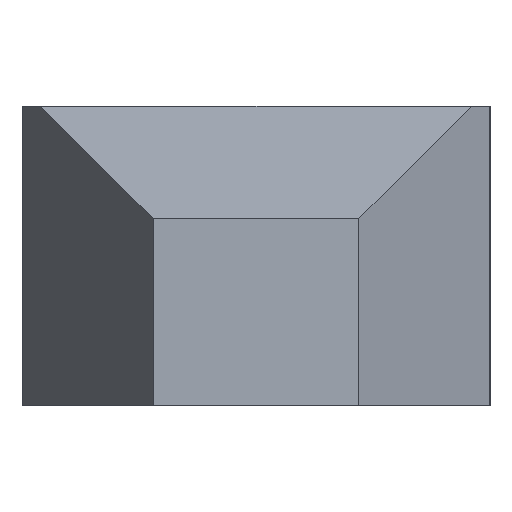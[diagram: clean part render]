
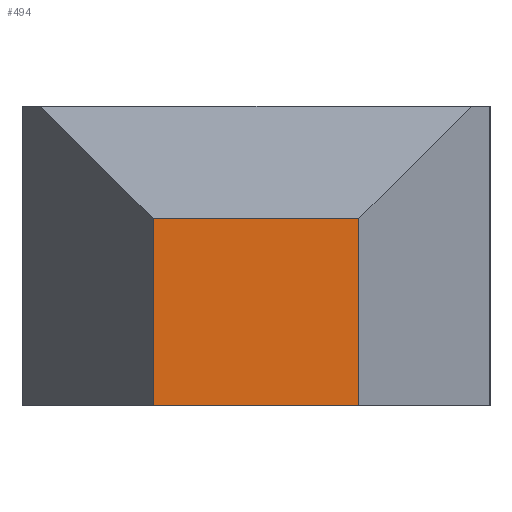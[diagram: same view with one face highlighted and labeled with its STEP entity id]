
A CAD part, left-side view. The second image highlights one B-rep face of the part: STEP entity #494.
In plain terms, the highlighted planar face has unit normal (-1, 0, 0).
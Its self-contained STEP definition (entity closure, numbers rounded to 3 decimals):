
#4 = CARTESIAN_POINT ( 'NONE',  ( -50., -5.5, 16. ) ) ;
#30 = LINE ( 'NONE', #599, #163 ) ;
#40 = ORIENTED_EDGE ( 'NONE', *, *, #108, .F. ) ;
#51 = FACE_OUTER_BOUND ( 'NONE', #542, .T. ) ;
#52 = EDGE_CURVE ( 'NONE', #379, #81, #129, .T. ) ;
#53 = LINE ( 'NONE', #570, #571 ) ;
#81 = VERTEX_POINT ( 'NONE', #556 ) ;
#89 = DIRECTION ( 'NONE',  ( 0., 0., 1. ) ) ;
#108 = EDGE_CURVE ( 'NONE', #265, #379, #30, .T. ) ;
#109 = VECTOR ( 'NONE', #337, 1000. ) ;
#126 = ORIENTED_EDGE ( 'NONE', *, *, #143, .T. ) ;
#129 = LINE ( 'NONE', #605, #109 ) ;
#143 = EDGE_CURVE ( 'NONE', #265, #314, #393, .T. ) ;
#157 = VECTOR ( 'NONE', #302, 1000. ) ;
#163 = VECTOR ( 'NONE', #378, 1000. ) ;
#175 = EDGE_CURVE ( 'NONE', #314, #81, #53, .T. ) ;
#192 = PLANE ( 'NONE',  #365 ) ;
#211 = CARTESIAN_POINT ( 'NONE',  ( -50., 5.5, 10. ) ) ;
#265 = VERTEX_POINT ( 'NONE', #269 ) ;
#269 = CARTESIAN_POINT ( 'NONE',  ( -50., -5.5, 10. ) ) ;
#302 = DIRECTION ( 'NONE',  ( 0., 1., 0. ) ) ;
#314 = VERTEX_POINT ( 'NONE', #211 ) ;
#337 = DIRECTION ( 'NONE',  ( 0., 1., 0. ) ) ;
#343 = ORIENTED_EDGE ( 'NONE', *, *, #175, .T. ) ;
#344 = ORIENTED_EDGE ( 'NONE', *, *, #52, .F. ) ;
#357 = CARTESIAN_POINT ( 'NONE',  ( -50., -13., 10. ) ) ;
#365 = AXIS2_PLACEMENT_3D ( 'NONE', #4, #516, #89 ) ;
#378 = DIRECTION ( 'NONE',  ( 0., 0., -1. ) ) ;
#379 = VERTEX_POINT ( 'NONE', #594 ) ;
#393 = LINE ( 'NONE', #357, #157 ) ;
#437 = DIRECTION ( 'NONE',  ( 0., 0., -1. ) ) ;
#494 = ADVANCED_FACE ( 'NONE', ( #51 ), #192, .T. ) ;
#516 = DIRECTION ( 'NONE',  ( -1., 0., 0. ) ) ;
#542 = EDGE_LOOP ( 'NONE', ( #40, #126, #343, #344 ) ) ;
#556 = CARTESIAN_POINT ( 'NONE',  ( -50., 5.5, 0. ) ) ;
#570 = CARTESIAN_POINT ( 'NONE',  ( -50., 5.5, 16. ) ) ;
#571 = VECTOR ( 'NONE', #437, 1000. ) ;
#594 = CARTESIAN_POINT ( 'NONE',  ( -50., -5.5, 0. ) ) ;
#599 = CARTESIAN_POINT ( 'NONE',  ( -50., -5.5, 16. ) ) ;
#605 = CARTESIAN_POINT ( 'NONE',  ( -50., -5.5, 0. ) ) ;
